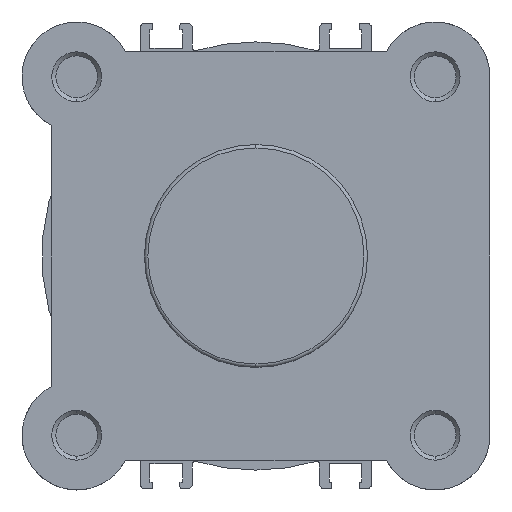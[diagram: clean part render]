
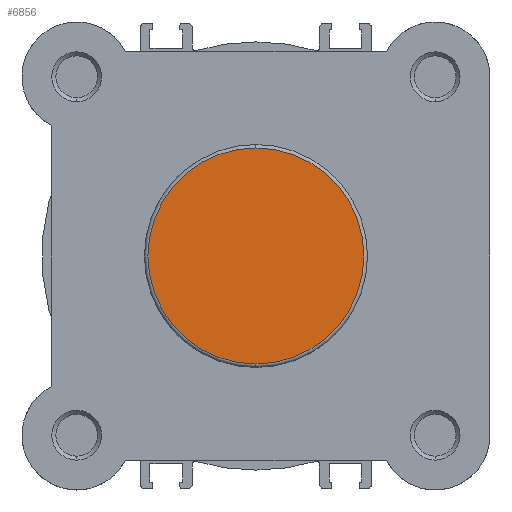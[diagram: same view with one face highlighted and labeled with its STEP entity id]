
A CAD part, left-side view. The second image highlights one B-rep face of the part: STEP entity #6856.
In plain terms, the highlighted planar face has unit normal (-1, 0, 0).
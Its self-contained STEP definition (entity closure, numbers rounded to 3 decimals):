
#431 = ORIENTED_EDGE ( 'NONE', *, *, #7450, .T. ) ;
#477 = ORIENTED_EDGE ( 'NONE', *, *, #567, .T. ) ;
#567 = EDGE_CURVE ( 'NONE', #7179, #7141, #2354, .T. ) ;
#1010 = AXIS2_PLACEMENT_3D ( 'NONE', #2872, #2873, #2874 ) ;
#1373 = AXIS2_PLACEMENT_3D ( 'NONE', #5614, #5616, #5617 ) ;
#1499 = AXIS2_PLACEMENT_3D ( 'NONE', #6455, #6456, #6457 ) ;
#2080 = EDGE_LOOP ( 'NONE', ( #477, #431 ) ) ;
#2354 = CIRCLE ( 'NONE', #1010, 21.7 ) ;
#2872 = CARTESIAN_POINT ( 'NONE',  ( 0., 0., 0. ) ) ;
#2873 = DIRECTION ( 'NONE',  ( -1., 0., 0. ) ) ;
#2874 = DIRECTION ( 'NONE',  ( 0., 0., -1. ) ) ;
#4570 = FACE_OUTER_BOUND ( 'NONE', #2080, .T. ) ;
#4828 = CIRCLE ( 'NONE', #1499, 21.7 ) ;
#5614 = CARTESIAN_POINT ( 'NONE',  ( 0., 22.4, 0. ) ) ;
#5615 = PLANE ( 'NONE',  #1373 ) ;
#5616 = DIRECTION ( 'NONE',  ( 1., 0., 0. ) ) ;
#5617 = DIRECTION ( 'NONE',  ( 0., 0., -1. ) ) ;
#6080 = CARTESIAN_POINT ( 'NONE',  ( 0., 0., 21.7 ) ) ;
#6118 = CARTESIAN_POINT ( 'NONE',  ( 0., 0., -21.7 ) ) ;
#6455 = CARTESIAN_POINT ( 'NONE',  ( 0., 0., 0. ) ) ;
#6456 = DIRECTION ( 'NONE',  ( -1., 0., 0. ) ) ;
#6457 = DIRECTION ( 'NONE',  ( 0., 0., -1. ) ) ;
#6856 = ADVANCED_FACE ( 'NONE', ( #4570 ), #5615, .F. ) ;
#7141 = VERTEX_POINT ( 'NONE', #6080 ) ;
#7179 = VERTEX_POINT ( 'NONE', #6118 ) ;
#7450 = EDGE_CURVE ( 'NONE', #7141, #7179, #4828, .T. ) ;
